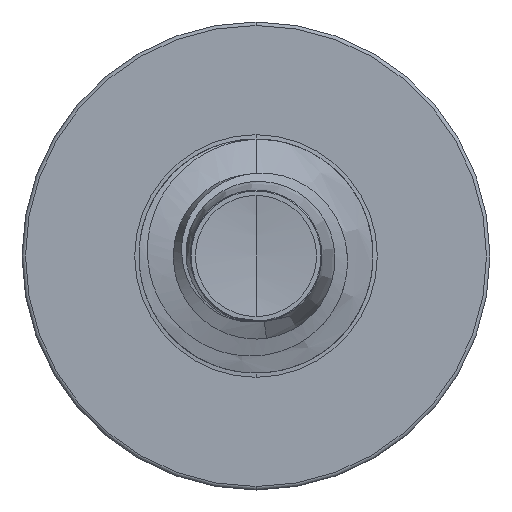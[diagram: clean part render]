
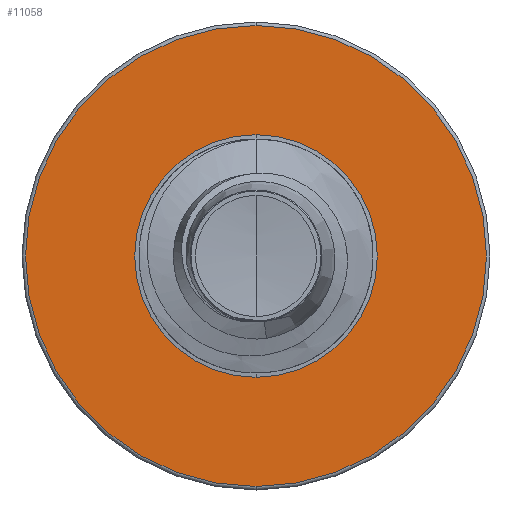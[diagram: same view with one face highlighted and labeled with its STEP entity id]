
A CAD part, front view. The second image highlights one B-rep face of the part: STEP entity #11058.
In plain terms, the highlighted planar face has unit normal (0, -1, 0).
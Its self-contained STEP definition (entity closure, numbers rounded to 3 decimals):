
#756 = PLANE ( 'NONE',  #8623 ) ;
#1606 = VERTEX_POINT ( 'NONE', #13800 ) ;
#2180 = DIRECTION ( 'NONE',  ( 0., 0., 1. ) ) ;
#2186 = DIRECTION ( 'NONE',  ( 0., 1., 0. ) ) ;
#2207 = CARTESIAN_POINT ( 'NONE',  ( 0., 9., 0. ) ) ;
#2992 = FACE_OUTER_BOUND ( 'NONE', #18051, .T. ) ;
#3862 = DIRECTION ( 'NONE',  ( 0., 0., 1. ) ) ;
#3883 = DIRECTION ( 'NONE',  ( 0., 1., 0. ) ) ;
#3891 = CARTESIAN_POINT ( 'NONE',  ( 0., 9., 0. ) ) ;
#4347 = DIRECTION ( 'NONE',  ( 0., 0., 1. ) ) ;
#4380 = DIRECTION ( 'NONE',  ( 0., 1., 0. ) ) ;
#4414 = CARTESIAN_POINT ( 'NONE',  ( 0., 9., 0. ) ) ;
#7053 = DIRECTION ( 'NONE',  ( 0., 0., 1. ) ) ;
#7080 = DIRECTION ( 'NONE',  ( 0., 1., 0. ) ) ;
#7105 = CARTESIAN_POINT ( 'NONE',  ( 0., 9., 0. ) ) ;
#7415 = CARTESIAN_POINT ( 'NONE',  ( 0., 9., 2.463 ) ) ;
#7873 = EDGE_CURVE ( 'NONE', #14512, #1606, #10244, .T. ) ;
#8623 = AXIS2_PLACEMENT_3D ( 'NONE', #17050, #17001, #16988 ) ;
#10044 = EDGE_CURVE ( 'NONE', #12504, #15788, #12176, .T. ) ;
#10244 = CIRCLE ( 'NONE', #14355, 1.296 ) ;
#10385 = AXIS2_PLACEMENT_3D ( 'NONE', #4414, #4380, #4347 ) ;
#10502 = AXIS2_PLACEMENT_3D ( 'NONE', #3891, #3883, #3862 ) ;
#10692 = EDGE_LOOP ( 'NONE', ( #11140, #12962 ) ) ;
#11058 = ADVANCED_FACE ( 'NONE', ( #2992, #15530 ), #756, .F. ) ;
#11140 = ORIENTED_EDGE ( 'NONE', *, *, #11984, .T. ) ;
#11722 = EDGE_CURVE ( 'NONE', #15788, #12504, #16728, .T. ) ;
#11984 = EDGE_CURVE ( 'NONE', #1606, #14512, #13074, .T. ) ;
#12176 = CIRCLE ( 'NONE', #10502, 2.462 ) ;
#12260 = ORIENTED_EDGE ( 'NONE', *, *, #11722, .F. ) ;
#12504 = VERTEX_POINT ( 'NONE', #7415 ) ;
#12962 = ORIENTED_EDGE ( 'NONE', *, *, #7873, .T. ) ;
#13074 = CIRCLE ( 'NONE', #18244, 1.296 ) ;
#13800 = CARTESIAN_POINT ( 'NONE',  ( 0., 9., 1.296 ) ) ;
#14355 = AXIS2_PLACEMENT_3D ( 'NONE', #7105, #7080, #7053 ) ;
#14512 = VERTEX_POINT ( 'NONE', #17405 ) ;
#15530 = FACE_BOUND ( 'NONE', #10692, .T. ) ;
#15788 = VERTEX_POINT ( 'NONE', #16935 ) ;
#16641 = ORIENTED_EDGE ( 'NONE', *, *, #10044, .F. ) ;
#16728 = CIRCLE ( 'NONE', #10385, 2.462 ) ;
#16935 = CARTESIAN_POINT ( 'NONE',  ( 0., 9., -2.462 ) ) ;
#16988 = DIRECTION ( 'NONE',  ( 0., 0., 1. ) ) ;
#17001 = DIRECTION ( 'NONE',  ( 0., 1., 0. ) ) ;
#17050 = CARTESIAN_POINT ( 'NONE',  ( 0., 9., -1.296 ) ) ;
#17405 = CARTESIAN_POINT ( 'NONE',  ( 0., 9., -1.296 ) ) ;
#18051 = EDGE_LOOP ( 'NONE', ( #16641, #12260 ) ) ;
#18244 = AXIS2_PLACEMENT_3D ( 'NONE', #2207, #2186, #2180 ) ;
